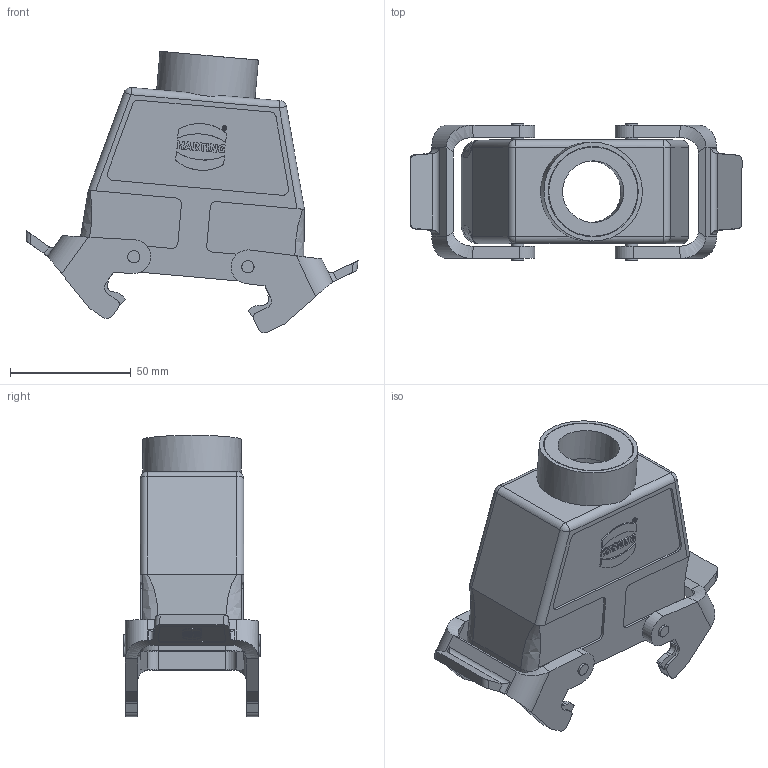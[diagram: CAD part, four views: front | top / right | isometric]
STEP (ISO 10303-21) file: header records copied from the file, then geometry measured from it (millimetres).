
FILE_DESCRIPTION((''),'2;1');
FILE_NAME('05300160462.stp','2020-07-09T11:30:56',('e.eickhoff'),(''),'Autodesk Inventor 2012','Autodesk Inventor 2012','');
FILE_SCHEMA(('AUTOMOTIVE_DESIGN { 1 0 10303 214 1 1 1 1 }'));
Length unit declared in the file: millimetre
Products named in the file (4): 05300160462; 05300160462 BÜGEL; M25-PG29 Adapter
Assembly tree (4 placements, depth 2):
  05300160462
    05300160462 BÜGEL  x2
    05300160462
    M25-PG29 Adapter
Bounding box: 137.72 x 57 x 116.71 mm (x, y, z)
Volume: 92123.6 mm3; surface area: 62829.6 mm2
Topology: 4 solids, 4 shells, 619 faces, 1589 edges, 1036 vertices
Faces by surface type: plane 433, cylinder 140, bspline 38, torus 4, sphere 4
Full cylindrical faces by diameter (mm): 0.537 x2, 0.788 x2, 1.26 x1, 1.943 x1, 3 x4, 5 x4, 5.13 x4, 25.5 x1, 32 x1, 37 x1, 37.5 x1, 41 x1
Entity records: 15523 total; most frequent: CARTESIAN_POINT 4624, ORIENTED_EDGE 2204, DIRECTION 2096, EDGE_CURVE 1102, VECTOR 814, LINE 814, VERTEX_POINT 728, AXIS2_PLACEMENT_3D 641
